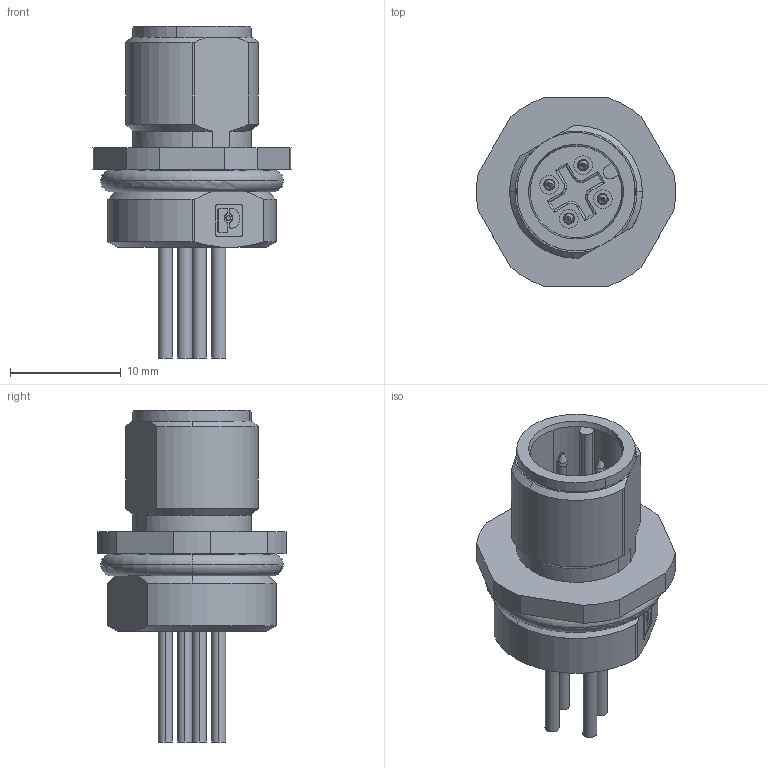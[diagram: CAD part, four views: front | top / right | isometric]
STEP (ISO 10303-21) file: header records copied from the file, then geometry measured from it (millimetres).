
FILE_DESCRIPTION(('HOOPS Exchange Step'),'2;1');
FILE_NAME('export-CB89CE7D-451A-47CD-9A6A-740DC72A2910.stp','2021-03-30T11:00:37+02:00',('Engineering'),('Alibre'),'HOOPS Exchange 2020.1','Alibre','Unknown authorisation');
FILE_SCHEMA( ('AP242_MANAGED_MODEL_BASED_3D_ENGINEERING_MIM_LF {1 0 10303 442 1 1 4 }') );
Length unit declared in the file: millimetre
Products named in the file (1): 5526 M12 4-poles Panel Mount Male with 50cm wiring
Bounding box: 17.96 x 17 x 30 mm (x, y, z)
Volume: 2468.6 mm3; surface area: 1913.5 mm2
Topology: 1 solids, 1 shells, 205 faces, 514 edges, 331 vertices
Faces by surface type: cylinder 91, plane 58, torus 30, cone 26
Entity records: 6432 total; most frequent: CARTESIAN_POINT 1308, DIRECTION 1148, ORIENTED_EDGE 1028, EDGE_CURVE 514, AXIS2_PLACEMENT_3D 471, VERTEX_POINT 331, CIRCLE 264, EDGE_LOOP 225
